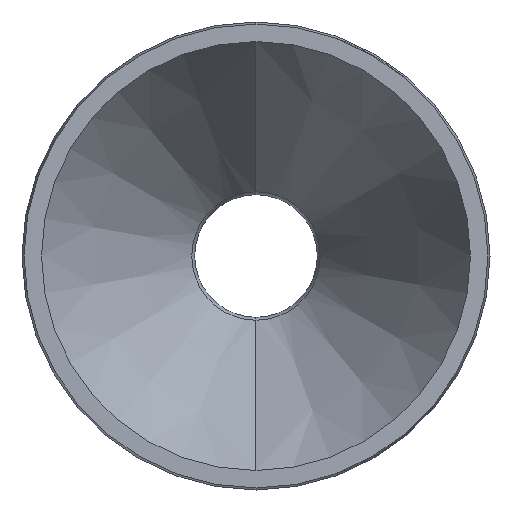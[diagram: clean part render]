
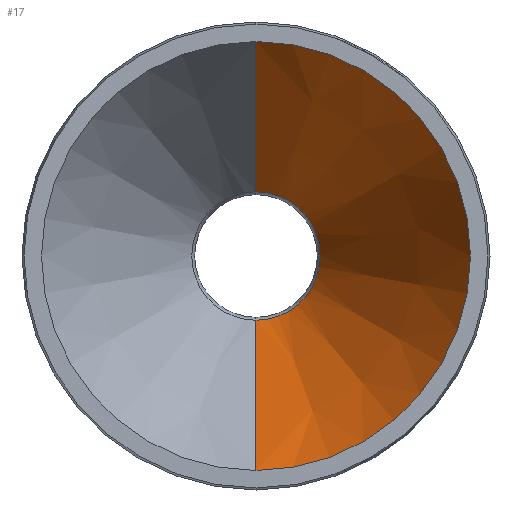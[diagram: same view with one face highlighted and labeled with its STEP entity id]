
A CAD part, left-side view. The second image highlights one B-rep face of the part: STEP entity #17.
In plain terms, the highlighted conical face has half-angle 30 degrees and reference radius 12.484 mm.
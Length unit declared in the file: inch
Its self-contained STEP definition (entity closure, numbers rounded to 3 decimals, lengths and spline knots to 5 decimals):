
#4 = VERTEX_POINT ( 'NONE', #1257 ) ;
#17 = ADVANCED_FACE ( 'NONE', ( #687 ), #430, .F. ) ;
#45 = DIRECTION ( 'NONE',  ( -0.866, 0., -0.5 ) ) ;
#63 = AXIS2_PLACEMENT_3D ( 'NONE', #694, #946, #1168 ) ;
#88 = VECTOR ( 'NONE', #45, 39.37008 ) ;
#113 = ORIENTED_EDGE ( 'NONE', *, *, #274, .T. ) ;
#188 = DIRECTION ( 'NONE',  ( -1., 0., 0. ) ) ;
#244 = VERTEX_POINT ( 'NONE', #923 ) ;
#265 = AXIS2_PLACEMENT_3D ( 'NONE', #751, #459, #554 ) ;
#274 = EDGE_CURVE ( 'NONE', #559, #616, #1050, .T. ) ;
#283 = EDGE_CURVE ( 'NONE', #559, #244, #828, .T. ) ;
#285 = CIRCLE ( 'NONE', #766, 0.4915 ) ;
#293 = CARTESIAN_POINT ( 'NONE',  ( -0.01133, 0., -0.1472 ) ) ;
#340 = EDGE_LOOP ( 'NONE', ( #591, #113, #1002, #845 ) ) ;
#390 = CARTESIAN_POINT ( 'NONE',  ( -0.60768, 0., 0. ) ) ;
#392 = DIRECTION ( 'NONE',  ( -0.866, 0., 0.5 ) ) ;
#430 = CONICAL_SURFACE ( 'NONE', #63, 0.4915, 0.524 ) ;
#459 = DIRECTION ( 'NONE',  ( -1., 0., 0. ) ) ;
#479 = LINE ( 'NONE', #580, #1250 ) ;
#549 = EDGE_CURVE ( 'NONE', #616, #4, #285, .T. ) ;
#554 = DIRECTION ( 'NONE',  ( 0., 0., 1. ) ) ;
#559 = VERTEX_POINT ( 'NONE', #293 ) ;
#580 = CARTESIAN_POINT ( 'NONE',  ( -0.60768, 0., 0.4915 ) ) ;
#591 = ORIENTED_EDGE ( 'NONE', *, *, #283, .F. ) ;
#592 = DIRECTION ( 'NONE',  ( 0., 0., 1. ) ) ;
#616 = VERTEX_POINT ( 'NONE', #917 ) ;
#645 = CARTESIAN_POINT ( 'NONE',  ( -0.60768, 0., -0.4915 ) ) ;
#687 = FACE_OUTER_BOUND ( 'NONE', #340, .T. ) ;
#694 = CARTESIAN_POINT ( 'NONE',  ( -0.60768, 0., 0. ) ) ;
#728 = EDGE_CURVE ( 'NONE', #244, #4, #479, .T. ) ;
#751 = CARTESIAN_POINT ( 'NONE',  ( -0.01133, 0., 0. ) ) ;
#766 = AXIS2_PLACEMENT_3D ( 'NONE', #390, #188, #592 ) ;
#828 = CIRCLE ( 'NONE', #265, 0.1472 ) ;
#845 = ORIENTED_EDGE ( 'NONE', *, *, #728, .F. ) ;
#917 = CARTESIAN_POINT ( 'NONE',  ( -0.60768, 0., -0.4915 ) ) ;
#923 = CARTESIAN_POINT ( 'NONE',  ( -0.01133, 0., 0.1472 ) ) ;
#946 = DIRECTION ( 'NONE',  ( -1., 0., 0. ) ) ;
#1002 = ORIENTED_EDGE ( 'NONE', *, *, #549, .T. ) ;
#1050 = LINE ( 'NONE', #645, #88 ) ;
#1168 = DIRECTION ( 'NONE',  ( 0., 0., 1. ) ) ;
#1250 = VECTOR ( 'NONE', #392, 39.37008 ) ;
#1257 = CARTESIAN_POINT ( 'NONE',  ( -0.60768, 0., 0.4915 ) ) ;
